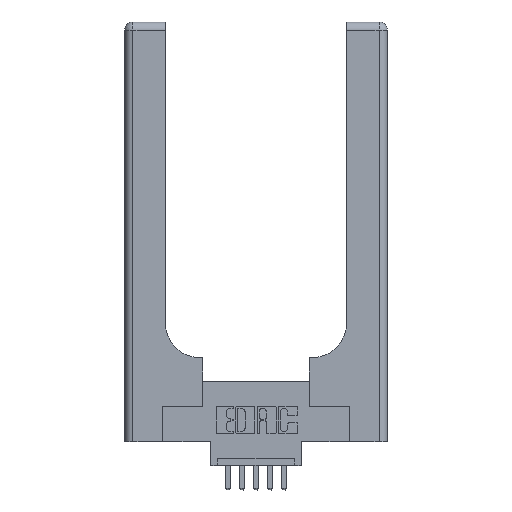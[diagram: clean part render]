
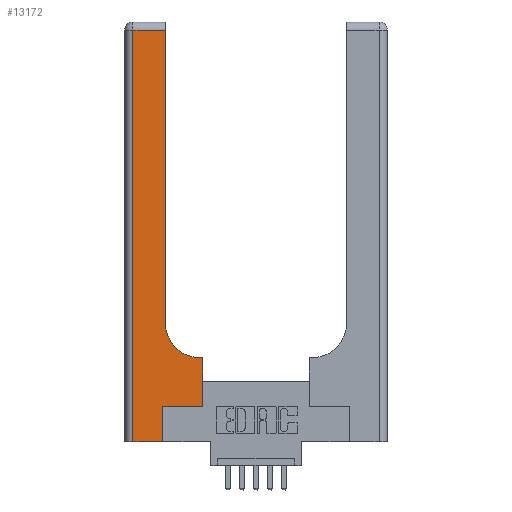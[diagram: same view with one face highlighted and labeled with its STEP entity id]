
A CAD part, top view. The second image highlights one B-rep face of the part: STEP entity #13172.
In plain terms, the highlighted planar face has unit normal (0, 0, 1).
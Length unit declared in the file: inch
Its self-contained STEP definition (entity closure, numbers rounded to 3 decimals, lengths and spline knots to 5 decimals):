
#129 = DIRECTION ( 'NONE',  ( -1., 0., 0. ) ) ;
#402 = VECTOR ( 'NONE', #907, 39.37008 ) ;
#429 = CARTESIAN_POINT ( 'NONE',  ( 0.06, 3., 0.37 ) ) ;
#907 = DIRECTION ( 'NONE',  ( -1., 0., 0. ) ) ;
#959 = LINE ( 'NONE', #2082, #12278 ) ;
#1294 = DIRECTION ( 'NONE',  ( 1., 0., 0. ) ) ;
#1338 = VERTEX_POINT ( 'NONE', #12980 ) ;
#1487 = VERTEX_POINT ( 'NONE', #8525 ) ;
#1584 = VECTOR ( 'NONE', #2553, 39.37008 ) ;
#1853 = VECTOR ( 'NONE', #129, 39.37008 ) ;
#1904 = VECTOR ( 'NONE', #4527, 39.37008 ) ;
#1986 = VERTEX_POINT ( 'NONE', #5751 ) ;
#2082 = CARTESIAN_POINT ( 'NONE',  ( 0.2915, 3., 0.37 ) ) ;
#2171 = DIRECTION ( 'NONE',  ( 0., 1., 0. ) ) ;
#2323 = EDGE_CURVE ( 'NONE', #3945, #10078, #13275, .T. ) ;
#2553 = DIRECTION ( 'NONE',  ( 0., -1., 0. ) ) ;
#2781 = LINE ( 'NONE', #8787, #1904 ) ;
#2952 = CARTESIAN_POINT ( 'NONE',  ( 0., 3., 0.37 ) ) ;
#3148 = CARTESIAN_POINT ( 'NONE',  ( 0.5585, 0.25, 0.37 ) ) ;
#3252 = VERTEX_POINT ( 'NONE', #11158 ) ;
#3762 = VECTOR ( 'NONE', #1294, 39.37008 ) ;
#3891 = DIRECTION ( 'NONE',  ( 1., 0., 0. ) ) ;
#3939 = ORIENTED_EDGE ( 'NONE', *, *, #6157, .T. ) ;
#3945 = VERTEX_POINT ( 'NONE', #13989 ) ;
#4329 = CARTESIAN_POINT ( 'NONE',  ( 0., 0., 0.37 ) ) ;
#4381 = LINE ( 'NONE', #3148, #4883 ) ;
#4435 = LINE ( 'NONE', #5175, #7169 ) ;
#4527 = DIRECTION ( 'NONE',  ( 0., 1., 0. ) ) ;
#4883 = VECTOR ( 'NONE', #2171, 39.37008 ) ;
#5108 = EDGE_CURVE ( 'NONE', #10078, #9578, #9166, .T. ) ;
#5175 = CARTESIAN_POINT ( 'NONE',  ( 0.269, 0.25, 0.37 ) ) ;
#5296 = CARTESIAN_POINT ( 'NONE',  ( 0.2915, 0.6, 0.37 ) ) ;
#5379 = CARTESIAN_POINT ( 'NONE',  ( 0.2915, 0.85, 0.37 ) ) ;
#5525 = ORIENTED_EDGE ( 'NONE', *, *, #7064, .T. ) ;
#5751 = CARTESIAN_POINT ( 'NONE',  ( 0.269, 0., 0.37 ) ) ;
#6157 = EDGE_CURVE ( 'NONE', #1487, #1338, #10838, .T. ) ;
#6208 = DIRECTION ( 'NONE',  ( -1., 0., 0. ) ) ;
#7064 = EDGE_CURVE ( 'NONE', #1986, #9994, #2781, .T. ) ;
#7169 = VECTOR ( 'NONE', #3891, 39.37008 ) ;
#7269 = ORIENTED_EDGE ( 'NONE', *, *, #10957, .T. ) ;
#7459 = PLANE ( 'NONE',  #13372 ) ;
#7600 = DIRECTION ( 'NONE',  ( 1., 0., 0. ) ) ;
#7697 = LINE ( 'NONE', #7944, #1853 ) ;
#7833 = VERTEX_POINT ( 'NONE', #8285 ) ;
#7944 = CARTESIAN_POINT ( 'NONE',  ( 0., 2.94, 0.37 ) ) ;
#8180 = ORIENTED_EDGE ( 'NONE', *, *, #13687, .T. ) ;
#8285 = CARTESIAN_POINT ( 'NONE',  ( 0.2915, 2.94, 0.37 ) ) ;
#8525 = CARTESIAN_POINT ( 'NONE',  ( 0.06, 2.94, 0.37 ) ) ;
#8787 = CARTESIAN_POINT ( 'NONE',  ( 0.269, 0., 0.37 ) ) ;
#9166 = CIRCLE ( 'NONE', #13581, 0.25 ) ;
#9578 = VERTEX_POINT ( 'NONE', #5379 ) ;
#9610 = EDGE_CURVE ( 'NONE', #1338, #1986, #10986, .T. ) ;
#9713 = FACE_OUTER_BOUND ( 'NONE', #12926, .T. ) ;
#9946 = CARTESIAN_POINT ( 'NONE',  ( 0.269, 0.25, 0.37 ) ) ;
#9994 = VERTEX_POINT ( 'NONE', #9946 ) ;
#10031 = ORIENTED_EDGE ( 'NONE', *, *, #12601, .T. ) ;
#10078 = VERTEX_POINT ( 'NONE', #14161 ) ;
#10455 = ORIENTED_EDGE ( 'NONE', *, *, #5108, .T. ) ;
#10838 = LINE ( 'NONE', #429, #1584 ) ;
#10957 = EDGE_CURVE ( 'NONE', #9994, #3252, #4435, .T. ) ;
#10966 = DIRECTION ( 'NONE',  ( 0., 0., -1. ) ) ;
#10986 = LINE ( 'NONE', #4329, #3762 ) ;
#11158 = CARTESIAN_POINT ( 'NONE',  ( 0.5585, 0.25, 0.37 ) ) ;
#11432 = EDGE_CURVE ( 'NONE', #7833, #1487, #7697, .T. ) ;
#11841 = ORIENTED_EDGE ( 'NONE', *, *, #2323, .T. ) ;
#11944 = DIRECTION ( 'NONE',  ( 0., 1., 0. ) ) ;
#12193 = ORIENTED_EDGE ( 'NONE', *, *, #9610, .T. ) ;
#12278 = VECTOR ( 'NONE', #11944, 39.37008 ) ;
#12601 = EDGE_CURVE ( 'NONE', #3252, #3945, #4381, .T. ) ;
#12926 = EDGE_LOOP ( 'NONE', ( #8180, #13373, #3939, #12193, #5525, #7269, #10031, #11841, #10455 ) ) ;
#12980 = CARTESIAN_POINT ( 'NONE',  ( 0.06, 0., 0.37 ) ) ;
#13167 = CARTESIAN_POINT ( 'NONE',  ( 0.5415, 0.85, 0.37 ) ) ;
#13172 = ADVANCED_FACE ( 'NONE', ( #9713 ), #7459, .F. ) ;
#13275 = LINE ( 'NONE', #5296, #402 ) ;
#13372 = AXIS2_PLACEMENT_3D ( 'NONE', #2952, #14003, #6208 ) ;
#13373 = ORIENTED_EDGE ( 'NONE', *, *, #11432, .T. ) ;
#13581 = AXIS2_PLACEMENT_3D ( 'NONE', #13167, #10966, #7600 ) ;
#13687 = EDGE_CURVE ( 'NONE', #9578, #7833, #959, .T. ) ;
#13989 = CARTESIAN_POINT ( 'NONE',  ( 0.5585, 0.6, 0.37 ) ) ;
#14003 = DIRECTION ( 'NONE',  ( 0., 0., -1. ) ) ;
#14161 = CARTESIAN_POINT ( 'NONE',  ( 0.5415, 0.6, 0.37 ) ) ;
